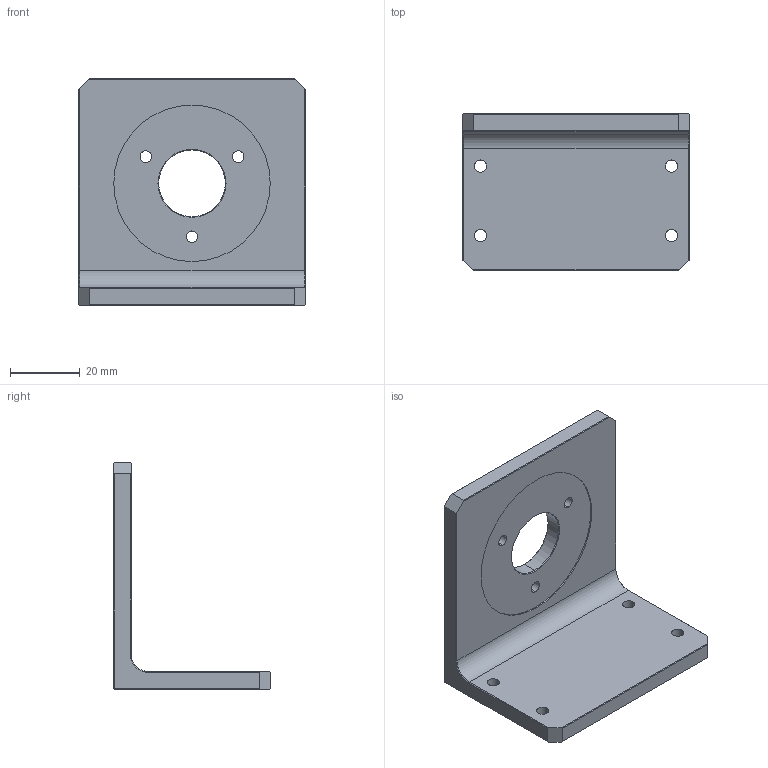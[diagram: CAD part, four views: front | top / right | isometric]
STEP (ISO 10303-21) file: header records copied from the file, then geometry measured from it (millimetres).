
FILE_DESCRIPTION (( 'STEP AP214' ), '1' );
FILE_NAME ('2ET-035D.STEP', '2016-06-30T13:19:00', ( '' ), ( '' ), 'SwSTEP 2.0', 'SolidWorks 2016', '' );
FILE_SCHEMA (( 'AUTOMOTIVE_DESIGN' ));
Length unit declared in the file: millimetre
Products named in the file (1): 2ET-035D
Bounding box: 65 x 45 x 65 mm (x, y, z)
Volume: 32095.9 mm3; surface area: 15046.6 mm2
Topology: 1 solids, 1 shells, 53 faces, 136 edges, 86 vertices
Faces by surface type: plane 28, cylinder 19, cone 6
Entity records: 1668 total; most frequent: DIRECTION 288, CARTESIAN_POINT 276, ORIENTED_EDGE 272, EDGE_CURVE 136, AXIS2_PLACEMENT_3D 98, LINE 92, VECTOR 92, VERTEX_POINT 86
